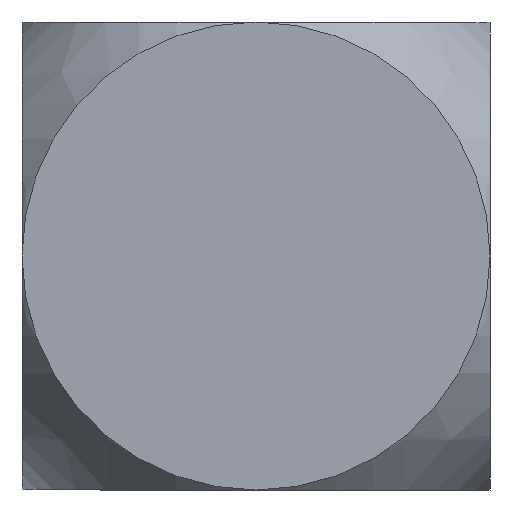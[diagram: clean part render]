
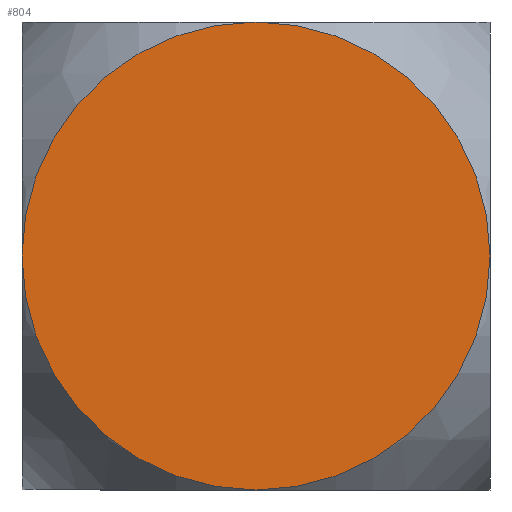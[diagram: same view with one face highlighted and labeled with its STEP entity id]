
A CAD part, left-side view. The second image highlights one B-rep face of the part: STEP entity #804.
In plain terms, the highlighted planar face has unit normal (-1, 0, 0).
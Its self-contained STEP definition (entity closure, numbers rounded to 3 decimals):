
#6 = VERTEX_POINT ( 'NONE', #163 ) ;
#9 = VERTEX_POINT ( 'NONE', #162 ) ;
#10 = EDGE_CURVE ( 'NONE', #9, #884, #160, .T. ) ;
#156 = DIRECTION ( 'NONE',  ( 0., 0., 1. ) ) ;
#157 = DIRECTION ( 'NONE',  ( -1., 0., 0. ) ) ;
#158 = CARTESIAN_POINT ( 'NONE',  ( -6.5, 0., 0. ) ) ;
#159 = AXIS2_PLACEMENT_3D ( 'NONE', #158, #157, #156 ) ;
#160 = CIRCLE ( 'NONE', #159, 6.5 ) ;
#162 = CARTESIAN_POINT ( 'NONE',  ( -6.5, -6.5, 0. ) ) ;
#163 = CARTESIAN_POINT ( 'NONE',  ( -6.5, 6.5, 0. ) ) ;
#405 = DIRECTION ( 'NONE',  ( 0., 0., 1. ) ) ;
#406 = DIRECTION ( 'NONE',  ( -1., 0., 0. ) ) ;
#407 = CARTESIAN_POINT ( 'NONE',  ( -6.5, 0., 0. ) ) ;
#408 = AXIS2_PLACEMENT_3D ( 'NONE', #407, #406, #405 ) ;
#409 = PLANE ( 'NONE',  #408 ) ;
#410 = FACE_OUTER_BOUND ( 'NONE', #798, .T. ) ;
#416 = DIRECTION ( 'NONE',  ( 0., 0., 1. ) ) ;
#417 = DIRECTION ( 'NONE',  ( -1., 0., 0. ) ) ;
#418 = CARTESIAN_POINT ( 'NONE',  ( -6.5, 0., 0. ) ) ;
#419 = AXIS2_PLACEMENT_3D ( 'NONE', #418, #417, #416 ) ;
#420 = CIRCLE ( 'NONE', #419, 6.5 ) ;
#444 = DIRECTION ( 'NONE',  ( 0., 0., 1. ) ) ;
#445 = DIRECTION ( 'NONE',  ( -1., 0., 0. ) ) ;
#446 = CARTESIAN_POINT ( 'NONE',  ( -6.5, 0., 0. ) ) ;
#447 = AXIS2_PLACEMENT_3D ( 'NONE', #446, #445, #444 ) ;
#451 = CIRCLE ( 'NONE', #447, 6.5 ) ;
#611 = CARTESIAN_POINT ( 'NONE',  ( -6.5, 0., 6.5 ) ) ;
#612 = CARTESIAN_POINT ( 'NONE',  ( -6.5, 0., -6.5 ) ) ;
#618 = DIRECTION ( 'NONE',  ( 0., 0., 1. ) ) ;
#619 = DIRECTION ( 'NONE',  ( -1., 0., 0. ) ) ;
#620 = CARTESIAN_POINT ( 'NONE',  ( -6.5, 0., 0. ) ) ;
#621 = AXIS2_PLACEMENT_3D ( 'NONE', #620, #619, #618 ) ;
#622 = CIRCLE ( 'NONE', #621, 6.5 ) ;
#795 = ORIENTED_EDGE ( 'NONE', *, *, #799, .T. ) ;
#798 = EDGE_LOOP ( 'NONE', ( #795, #810, #816, #806 ) ) ;
#799 = EDGE_CURVE ( 'NONE', #884, #6, #420, .T. ) ;
#804 = ADVANCED_FACE ( 'NONE', ( #410 ), #409, .T. ) ;
#806 = ORIENTED_EDGE ( 'NONE', *, *, #10, .T. ) ;
#810 = ORIENTED_EDGE ( 'NONE', *, *, #813, .T. ) ;
#813 = EDGE_CURVE ( 'NONE', #6, #883, #451, .T. ) ;
#816 = ORIENTED_EDGE ( 'NONE', *, *, #881, .T. ) ;
#881 = EDGE_CURVE ( 'NONE', #883, #9, #622, .T. ) ;
#883 = VERTEX_POINT ( 'NONE', #612 ) ;
#884 = VERTEX_POINT ( 'NONE', #611 ) ;
